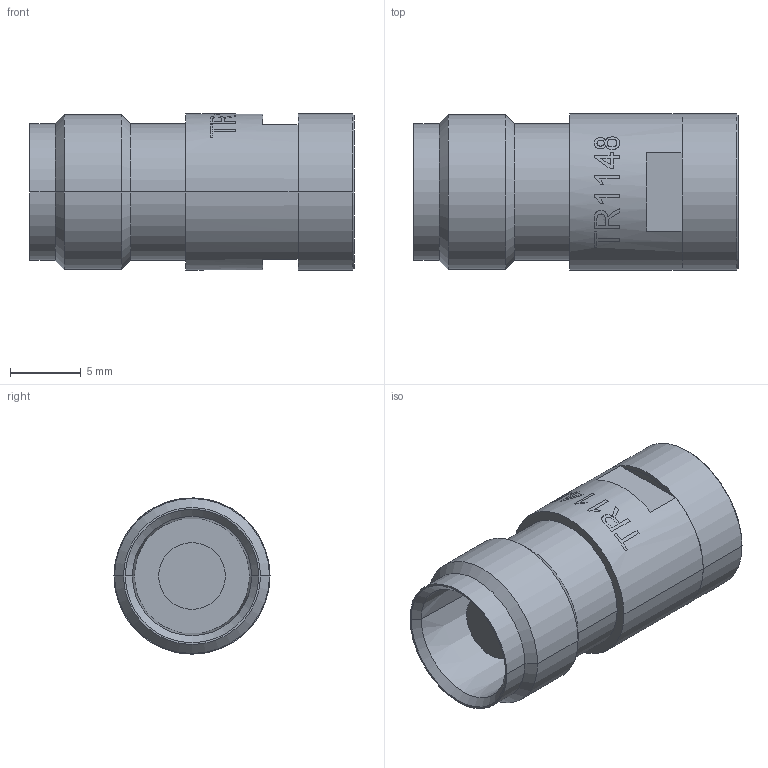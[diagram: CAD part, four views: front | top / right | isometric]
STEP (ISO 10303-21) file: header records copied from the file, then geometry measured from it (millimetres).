
FILE_DESCRIPTION (( 'STEP AP214' ), '1' );
FILE_NAME ('FMTR1148_3D.step', '2023-05-08T14:26:33', ( '' ), ( '' ), 'SwSTEP 2.0', 'SolidWorks 2022', '' );
FILE_SCHEMA (( 'AUTOMOTIVE_DESIGN' ));
Length unit declared in the file: millimetre
Products named in the file (1): FMTR1148_3D
Bounding box: 22.86 x 11 x 11 mm (x, y, z)
Volume: 1647.8 mm3; surface area: 1274 mm2
Topology: 1 solids, 1 shells, 49 faces, 154 edges, 121 vertices
Faces by surface type: cylinder 24, plane 14, cone 11
Entity records: 2377 total; most frequent: CARTESIAN_POINT 852, ORIENTED_EDGE 308, DIRECTION 288, EDGE_CURVE 154, VERTEX_POINT 121, AXIS2_PLACEMENT_3D 116, CIRCLE 66, EDGE_LOOP 63
